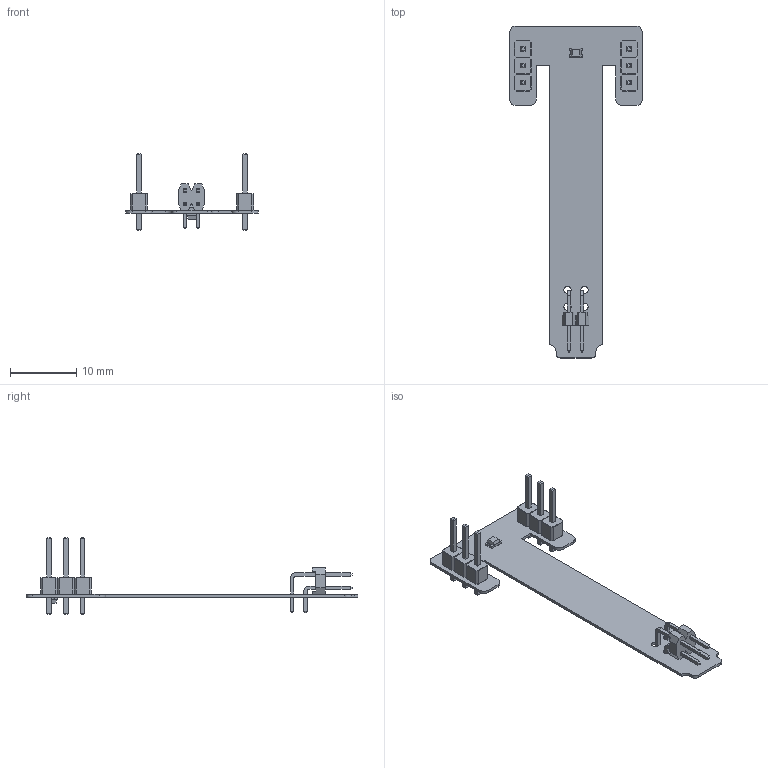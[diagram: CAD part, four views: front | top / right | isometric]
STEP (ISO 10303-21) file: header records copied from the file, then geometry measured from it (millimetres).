
FILE_DESCRIPTION(('Open CASCADE Model'),'2;1');
FILE_NAME('Open CASCADE Shape Model','2020-05-05T10:34:56',('Author'),( 'Open CASCADE'),'Open CASCADE STEP processor 6.8','Open CASCADE 6.8' ,'Unknown');
FILE_SCHEMA(('AUTOMOTIVE_DESIGN { 1 0 10303 214 1 1 1 1 }'));
Length unit declared in the file: millimetre
Products named in the file (13): PCB; Board; VD2; User_Library-CHIPLED-0805; VD1; X2; PLS-3; PLS-1; ïðÿìîé_øòûðü; îñíîâàíèå; X1; *; User_Library-PLD2-xx-R
Assembly tree (16 placements, depth 5):
  PCB
    Board
    VD2
      User_Library-CHIPLED-0805
    VD1
      User_Library-CHIPLED-0805
    X2
      PLS-3
        PLS-1  x3
          ïðÿìîé_øòûðü
          îñíîâàíèå
    X1
      PLS-3
        PLS-1  x3
          ïðÿìîé_øòûðü
          îñíîâàíèå
    *
      User_Library-PLD2-xx-R
Bounding box: 20 x 50.01 x 11.54 mm (x, y, z)
Volume: 361.5 mm3; surface area: 1685.2 mm2
Topology: 16 solids, 16 shells, 500 faces, 1196 edges, 736 vertices
Faces by surface type: plane 468, cylinder 32
Full cylindrical faces by diameter (mm): 1.1 x10
Entity records: 8395 total; most frequent: CARTESIAN_POINT 1235, ORIENTED_EDGE 1200, DIRECTION 1178, EDGE_CURVE 600, LINE 532, VECTOR 532, VERTEX_POINT 380, AXIS2_PLACEMENT_3D 323
